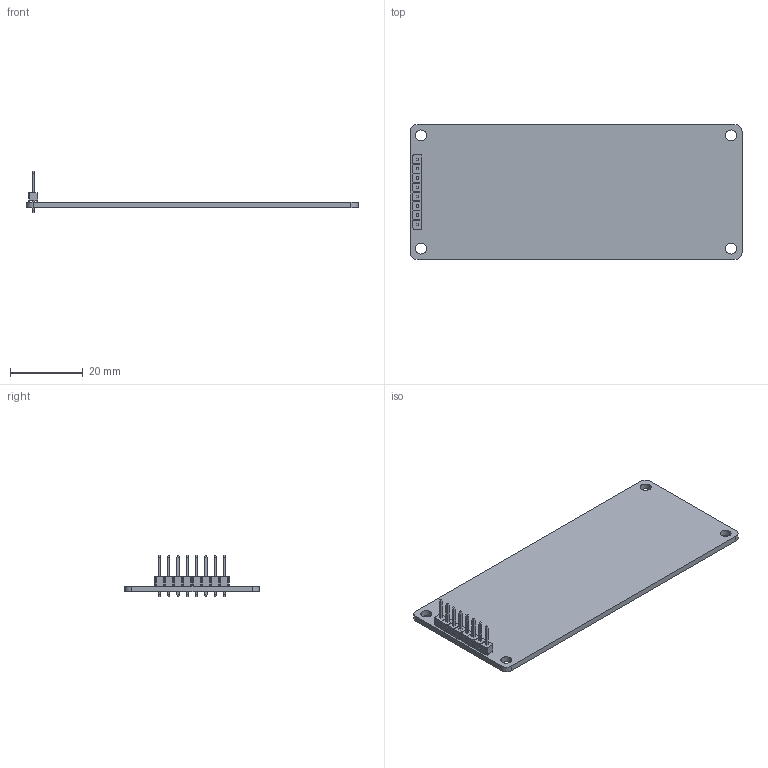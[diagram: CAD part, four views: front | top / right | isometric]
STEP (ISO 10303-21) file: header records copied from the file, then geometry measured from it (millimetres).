
FILE_DESCRIPTION(('Designed by EasyEDA Pro'),'2;1');
FILE_NAME('Open CASCADE Shape Model','2024-12-06T23:28:24',('Author'),( 'Open CASCADE'),'Open CASCADE STEP processor 7.8','Open CASCADE 7.8' ,'Unknown');
FILE_SCHEMA(('AUTOMOTIVE_DESIGN { 1 0 10303 214 1 1 1 1 }'));
Length unit declared in the file: millimetre
Products named in the file (7): PCBModel; TopTrack; BottomTrack; Board; M0zN-H1; HDR-TH_8P-P2.54-V-M; COMPOUND
Assembly tree (6 placements, depth 4):
  PCBModel
    TopTrack
    BottomTrack
    Board
    M0zN-H1
      HDR-TH_8P-P2.54-V-M
        COMPOUND
Bounding box: 90.97 x 36.97 x 11.5 mm (x, y, z)
Volume: 5469.1 mm3; surface area: 7654 mm2
Topology: 9 solids, 9 shells, 1018 faces, 2663 edges, 1754 vertices
Faces by surface type: plane 780, bspline 210, cylinder 28
Entity records: 46125 total; most frequent: CARTESIAN_POINT 13132, ORIENTED_EDGE 5326, DIRECTION 3925, EDGE_CURVE 2663, LINE 2183, VECTOR 2183, VERTEX_POINT 1754, FACE_BOUND 1133
